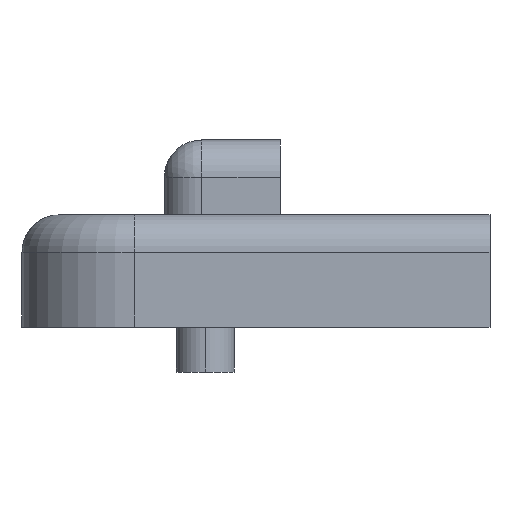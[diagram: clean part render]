
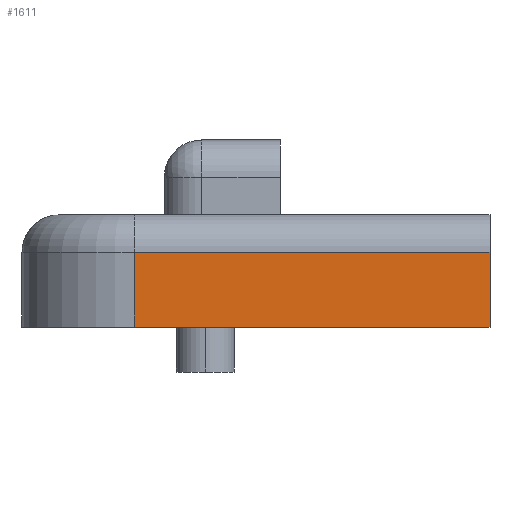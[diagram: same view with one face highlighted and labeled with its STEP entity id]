
A CAD part, left-side view. The second image highlights one B-rep face of the part: STEP entity #1611.
In plain terms, the highlighted planar face has unit normal (-1, 0, 0).
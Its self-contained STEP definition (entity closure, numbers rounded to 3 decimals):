
#5 = VECTOR ( 'NONE', #1650, 1000. ) ;
#49 = LINE ( 'NONE', #1070, #5 ) ;
#64 = CARTESIAN_POINT ( 'NONE',  ( -28.087, 6.25, 0. ) ) ;
#195 = CARTESIAN_POINT ( 'NONE',  ( -28.087, 6.25, 2. ) ) ;
#216 = DIRECTION ( 'NONE',  ( -1., 0., 0. ) ) ;
#241 = LINE ( 'NONE', #537, #1438 ) ;
#455 = ORIENTED_EDGE ( 'NONE', *, *, #1205, .T. ) ;
#476 = VERTEX_POINT ( 'NONE', #1210 ) ;
#495 = EDGE_CURVE ( 'NONE', #1843, #1839, #1932, .T. ) ;
#537 = CARTESIAN_POINT ( 'NONE',  ( -28.087, 3.25, 0. ) ) ;
#619 = DIRECTION ( 'NONE',  ( 0., -1., 0. ) ) ;
#620 = CARTESIAN_POINT ( 'NONE',  ( -28.087, -6.25, 0. ) ) ;
#675 = DIRECTION ( 'NONE',  ( 0., 0., 1. ) ) ;
#698 = EDGE_LOOP ( 'NONE', ( #1914, #455, #1795, #1504 ) ) ;
#713 = CARTESIAN_POINT ( 'NONE',  ( -28.087, 3.25, 0. ) ) ;
#752 = VERTEX_POINT ( 'NONE', #936 ) ;
#764 = CARTESIAN_POINT ( 'NONE',  ( -28.087, 6.25, 0. ) ) ;
#936 = CARTESIAN_POINT ( 'NONE',  ( -28.087, 3.25, 2. ) ) ;
#1070 = CARTESIAN_POINT ( 'NONE',  ( -28.087, -6.25, 0. ) ) ;
#1110 = DIRECTION ( 'NONE',  ( 0., 1., 0. ) ) ;
#1202 = LINE ( 'NONE', #195, #1928 ) ;
#1205 = EDGE_CURVE ( 'NONE', #476, #752, #1202, .T. ) ;
#1210 = CARTESIAN_POINT ( 'NONE',  ( -28.087, -6.25, 2. ) ) ;
#1438 = VECTOR ( 'NONE', #1868, 1000. ) ;
#1504 = ORIENTED_EDGE ( 'NONE', *, *, #495, .T. ) ;
#1573 = FACE_OUTER_BOUND ( 'NONE', #698, .T. ) ;
#1575 = VECTOR ( 'NONE', #619, 1000. ) ;
#1611 = ADVANCED_FACE ( 'NONE', ( #1573 ), #1705, .T. ) ;
#1650 = DIRECTION ( 'NONE',  ( 0., 0., 1. ) ) ;
#1701 = EDGE_CURVE ( 'NONE', #752, #1843, #241, .T. ) ;
#1705 = PLANE ( 'NONE',  #1711 ) ;
#1711 = AXIS2_PLACEMENT_3D ( 'NONE', #64, #216, #675 ) ;
#1795 = ORIENTED_EDGE ( 'NONE', *, *, #1701, .T. ) ;
#1839 = VERTEX_POINT ( 'NONE', #620 ) ;
#1843 = VERTEX_POINT ( 'NONE', #713 ) ;
#1848 = EDGE_CURVE ( 'NONE', #1839, #476, #49, .T. ) ;
#1868 = DIRECTION ( 'NONE',  ( 0., 0., -1. ) ) ;
#1914 = ORIENTED_EDGE ( 'NONE', *, *, #1848, .T. ) ;
#1928 = VECTOR ( 'NONE', #1110, 1000. ) ;
#1932 = LINE ( 'NONE', #764, #1575 ) ;
